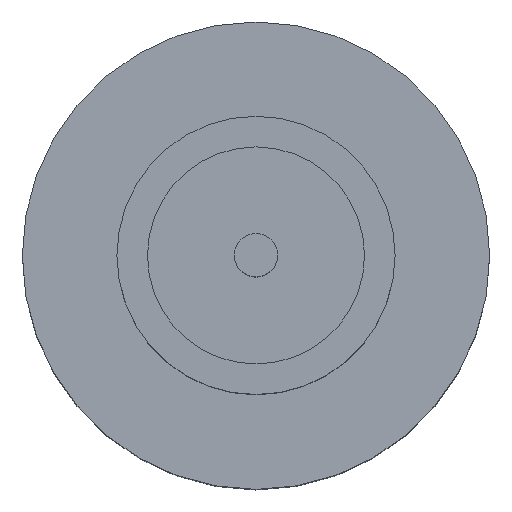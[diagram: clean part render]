
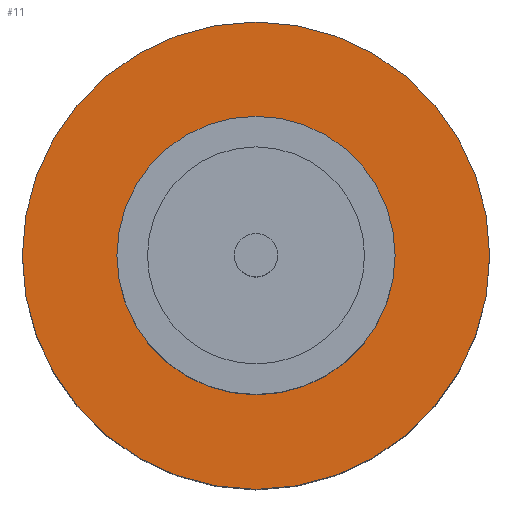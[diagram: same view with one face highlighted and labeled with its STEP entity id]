
A CAD part, top view. The second image highlights one B-rep face of the part: STEP entity #11.
In plain terms, the highlighted planar face has unit normal (0, 0, 1).
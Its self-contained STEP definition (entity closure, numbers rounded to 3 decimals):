
#7 = AXIS2_PLACEMENT_3D ( 'NONE', #684, #347, #406 ) ;
#11 = ADVANCED_FACE ( 'NONE', ( #51, #17 ), #385, .T. ) ;
#16 = CIRCLE ( 'NONE', #7, 2.1 ) ;
#17 = FACE_OUTER_BOUND ( 'NONE', #546, .T. ) ;
#20 = CARTESIAN_POINT ( 'NONE',  ( 0., 0., 1.55 ) ) ;
#49 = CIRCLE ( 'NONE', #230, 2.1 ) ;
#51 = FACE_BOUND ( 'NONE', #530, .T. ) ;
#80 = CIRCLE ( 'NONE', #162, 1.25 ) ;
#81 = DIRECTION ( 'NONE',  ( 0., 0., 1. ) ) ;
#137 = EDGE_CURVE ( 'NONE', #735, #461, #49, .T. ) ;
#151 = EDGE_CURVE ( 'NONE', #461, #735, #16, .T. ) ;
#159 = DIRECTION ( 'NONE',  ( 0., 0., 1. ) ) ;
#162 = AXIS2_PLACEMENT_3D ( 'NONE', #20, #751, #693 ) ;
#209 = ORIENTED_EDGE ( 'NONE', *, *, #627, .F. ) ;
#220 = ORIENTED_EDGE ( 'NONE', *, *, #554, .F. ) ;
#230 = AXIS2_PLACEMENT_3D ( 'NONE', #480, #159, #626 ) ;
#240 = DIRECTION ( 'NONE',  ( 1., 0., 0. ) ) ;
#302 = CARTESIAN_POINT ( 'NONE',  ( 0., 0., 1.55 ) ) ;
#306 = ORIENTED_EDGE ( 'NONE', *, *, #151, .T. ) ;
#347 = DIRECTION ( 'NONE',  ( 0., 0., 1. ) ) ;
#359 = AXIS2_PLACEMENT_3D ( 'NONE', #390, #81, #605 ) ;
#385 = PLANE ( 'NONE',  #359 ) ;
#390 = CARTESIAN_POINT ( 'NONE',  ( 0., 0., 1.55 ) ) ;
#404 = ORIENTED_EDGE ( 'NONE', *, *, #137, .T. ) ;
#406 = DIRECTION ( 'NONE',  ( 1., 0., 0. ) ) ;
#445 = CARTESIAN_POINT ( 'NONE',  ( 2.1, 0., 1.55 ) ) ;
#461 = VERTEX_POINT ( 'NONE', #445 ) ;
#480 = CARTESIAN_POINT ( 'NONE',  ( 0., 0., 1.55 ) ) ;
#517 = CARTESIAN_POINT ( 'NONE',  ( 1.25, 0., 1.55 ) ) ;
#530 = EDGE_LOOP ( 'NONE', ( #209, #220 ) ) ;
#546 = EDGE_LOOP ( 'NONE', ( #404, #306 ) ) ;
#554 = EDGE_CURVE ( 'NONE', #576, #567, #622, .T. ) ;
#567 = VERTEX_POINT ( 'NONE', #517 ) ;
#576 = VERTEX_POINT ( 'NONE', #713 ) ;
#586 = DIRECTION ( 'NONE',  ( 0., 0., 1. ) ) ;
#605 = DIRECTION ( 'NONE',  ( 1., 0., 0. ) ) ;
#622 = CIRCLE ( 'NONE', #700, 1.25 ) ;
#626 = DIRECTION ( 'NONE',  ( 1., 0., 0. ) ) ;
#627 = EDGE_CURVE ( 'NONE', #567, #576, #80, .T. ) ;
#684 = CARTESIAN_POINT ( 'NONE',  ( 0., 0., 1.55 ) ) ;
#693 = DIRECTION ( 'NONE',  ( 1., 0., 0. ) ) ;
#700 = AXIS2_PLACEMENT_3D ( 'NONE', #302, #586, #240 ) ;
#713 = CARTESIAN_POINT ( 'NONE',  ( -1.25, 0., 1.55 ) ) ;
#735 = VERTEX_POINT ( 'NONE', #775 ) ;
#751 = DIRECTION ( 'NONE',  ( 0., 0., 1. ) ) ;
#775 = CARTESIAN_POINT ( 'NONE',  ( -2.1, 0., 1.55 ) ) ;
